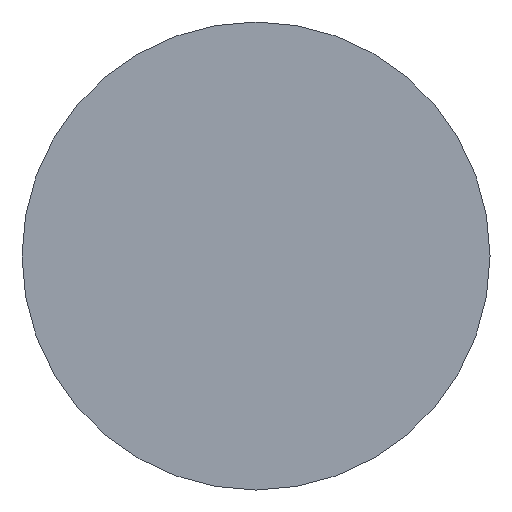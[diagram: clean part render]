
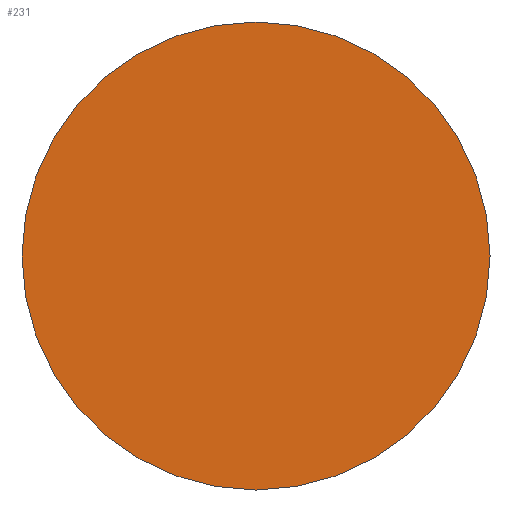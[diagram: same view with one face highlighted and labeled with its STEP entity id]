
A CAD part, front view. The second image highlights one B-rep face of the part: STEP entity #231.
In plain terms, the highlighted planar face has unit normal (0, -1, 0).
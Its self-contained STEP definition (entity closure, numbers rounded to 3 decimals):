
#30=PLANE('',#278);
#47=FACE_OUTER_BOUND('',#70,.T.);
#70=EDGE_LOOP('',(#207));
#107=CIRCLE('',#275,19.);
#125=VERTEX_POINT('',#414);
#151=EDGE_CURVE('',#125,#125,#107,.T.);
#207=ORIENTED_EDGE('',*,*,#151,.T.);
#231=ADVANCED_FACE('',(#47),#30,.F.);
#275=AXIS2_PLACEMENT_3D('',#415,#349,#350);
#278=AXIS2_PLACEMENT_3D('',#420,#356,#357);
#349=DIRECTION('center_axis',(0.,-1.,0.));
#350=DIRECTION('ref_axis',(1.,0.,0.));
#356=DIRECTION('center_axis',(0.,1.,0.));
#357=DIRECTION('ref_axis',(1.,0.,0.));
#414=CARTESIAN_POINT('',(-19.,-123.,0.));
#415=CARTESIAN_POINT('Origin',(0.,-123.,0.));
#420=CARTESIAN_POINT('Origin',(0.,-123.,0.));
